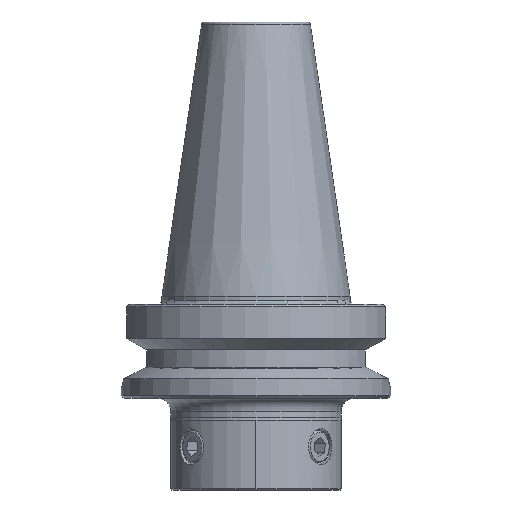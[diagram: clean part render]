
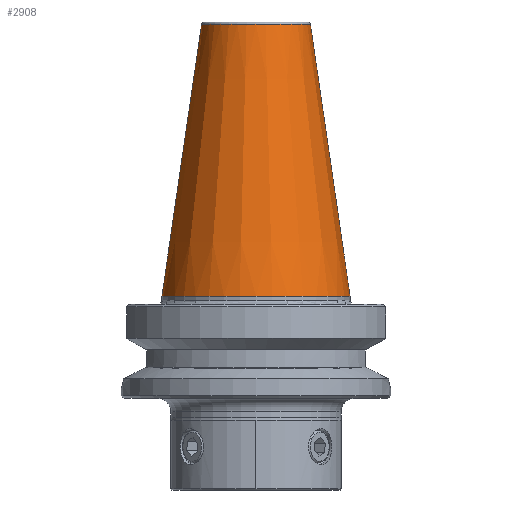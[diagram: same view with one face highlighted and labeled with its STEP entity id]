
A CAD part, front view. The second image highlights one B-rep face of the part: STEP entity #2908.
In plain terms, the highlighted conical face has half-angle 8.297 degrees and reference radius 34.925 mm.
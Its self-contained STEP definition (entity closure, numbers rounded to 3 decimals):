
#1690=VERTEX_POINT('NONE',#4286);
#2432=VERTEX_POINT('NONE',#5116);
#2492=EDGE_CURVE('NONE',#1690,#3668,#5183,.T.);
#2788=EDGE_CURVE('NONE',#1690,#3414,#5520,.T.);
#2908=ADVANCED_FACE('NONE',(#5649),#5650,.T.);
#2922=EDGE_CURVE('NONE',#2432,#3668,#5666,.T.);
#2960=EDGE_CURVE('NONE',#3414,#2432,#5707,.T.);
#3414=VERTEX_POINT('NONE',#6218);
#3668=VERTEX_POINT('NONE',#6503);
#4286=CARTESIAN_POINT('',(20.204,0.,100.944));
#5116=CARTESIAN_POINT('',(-34.925,0.,0.0));
#5183=LINE('',#8920,#8921);
#5520=CIRCLE('',#9414,20.204);
#5649=FACE_OUTER_BOUND('',#9657,.T.);
#5650=CONICAL_SURFACE('',#9658,34.925,0.145);
#5666=CIRCLE('',#9675,34.925);
#5707=LINE('',#9804,#9805);
#6218=CARTESIAN_POINT('',(-20.204,0.,100.944));
#6503=CARTESIAN_POINT('',(34.925,0.,0.0));
#8920=CARTESIAN_POINT('',(34.925,0.,0.0));
#8921=VECTOR('',#13042,1000.0);
#9414=AXIS2_PLACEMENT_3D('',#13480,#13481,#13482);
#9657=EDGE_LOOP('',(#13610,#13611,#13612,#13613));
#9658=AXIS2_PLACEMENT_3D('',#13614,#13615,#13616);
#9675=AXIS2_PLACEMENT_3D('',#13633,#13634,#13635);
#9804=CARTESIAN_POINT('',(-34.925,0.,0.0));
#9805=VECTOR('',#13694,1000.0);
#13042=DIRECTION('',(0.144,0.,-0.99));
#13480=CARTESIAN_POINT('',(0.0,0.0,100.944));
#13481=DIRECTION('',(0.0,0.0,-1.0));
#13482=DIRECTION('',(-1.0,0.,0.0));
#13610=ORIENTED_EDGE('',*,*,#2788,.T.);
#13611=ORIENTED_EDGE('',*,*,#2960,.T.);
#13612=ORIENTED_EDGE('',*,*,#2922,.T.);
#13613=ORIENTED_EDGE('',*,*,#2492,.F.);
#13614=CARTESIAN_POINT('',(0.0,0.0,0.0));
#13615=DIRECTION('',(-0.0,0.0,-1.0));
#13616=DIRECTION('',(1.0,0.,-0.0));
#13633=CARTESIAN_POINT('',(0.0,0.0,0.0));
#13634=DIRECTION('',(0.0,0.0,1.0));
#13635=DIRECTION('',(-1.0,0.,0.0));
#13694=DIRECTION('',(-0.144,0.,-0.99));
